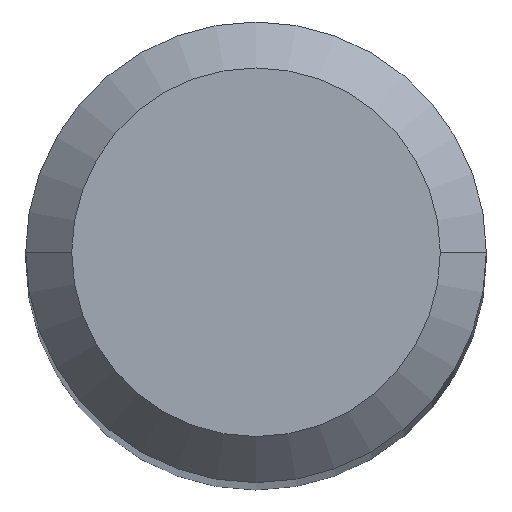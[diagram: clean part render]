
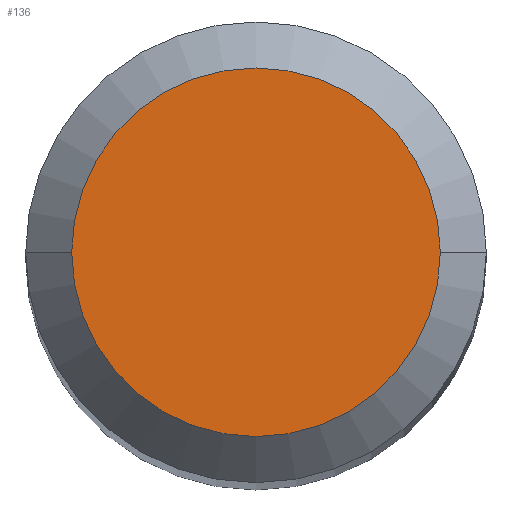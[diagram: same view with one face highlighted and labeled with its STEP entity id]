
A CAD part, top view. The second image highlights one B-rep face of the part: STEP entity #136.
In plain terms, the highlighted planar face has unit normal (0, 0, 1).
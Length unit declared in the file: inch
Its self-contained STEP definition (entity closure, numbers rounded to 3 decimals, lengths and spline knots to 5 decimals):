
#13 = AXIS2_PLACEMENT_3D ( 'NONE', #270, #376, #332 ) ;
#25 = CARTESIAN_POINT ( 'NONE',  ( 0., 0., 0. ) ) ;
#61 = VERTEX_POINT ( 'NONE', #464 ) ;
#64 = DIRECTION ( 'NONE',  ( 1., 0., 0. ) ) ;
#87 = AXIS2_PLACEMENT_3D ( 'NONE', #25, #126, #286 ) ;
#93 = DIRECTION ( 'NONE',  ( 0., 0., 1. ) ) ;
#121 = EDGE_CURVE ( 'NONE', #61, #321, #220, .T. ) ;
#126 = DIRECTION ( 'NONE',  ( 0., 0., -1. ) ) ;
#136 = ADVANCED_FACE ( 'NONE', ( #318 ), #398, .F. ) ;
#141 = ORIENTED_EDGE ( 'NONE', *, *, #197, .T. ) ;
#197 = EDGE_CURVE ( 'NONE', #321, #61, #458, .T. ) ;
#220 = CIRCLE ( 'NONE', #232, 0.04724 ) ;
#232 = AXIS2_PLACEMENT_3D ( 'NONE', #255, #93, #64 ) ;
#255 = CARTESIAN_POINT ( 'NONE',  ( 0., 0., 0. ) ) ;
#270 = CARTESIAN_POINT ( 'NONE',  ( 0., 0., 0. ) ) ;
#286 = DIRECTION ( 'NONE',  ( -1., 0., 0. ) ) ;
#301 = CARTESIAN_POINT ( 'NONE',  ( -0.04724, 0., 0. ) ) ;
#318 = FACE_OUTER_BOUND ( 'NONE', #341, .T. ) ;
#321 = VERTEX_POINT ( 'NONE', #301 ) ;
#332 = DIRECTION ( 'NONE',  ( 1., 0., 0. ) ) ;
#341 = EDGE_LOOP ( 'NONE', ( #141, #482 ) ) ;
#376 = DIRECTION ( 'NONE',  ( 0., 0., 1. ) ) ;
#398 = PLANE ( 'NONE',  #87 ) ;
#458 = CIRCLE ( 'NONE', #13, 0.04724 ) ;
#464 = CARTESIAN_POINT ( 'NONE',  ( 0.04724, 0., 0. ) ) ;
#482 = ORIENTED_EDGE ( 'NONE', *, *, #121, .T. ) ;
